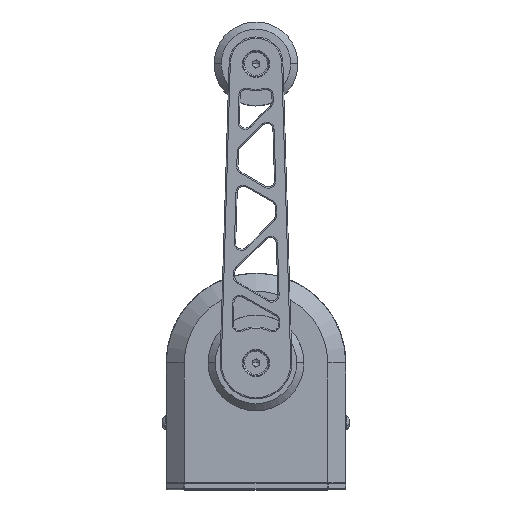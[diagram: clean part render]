
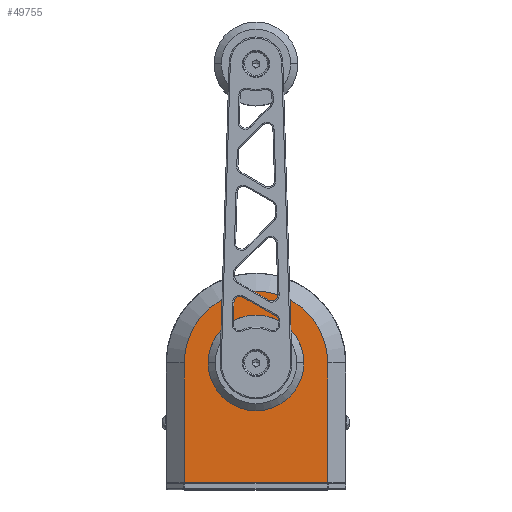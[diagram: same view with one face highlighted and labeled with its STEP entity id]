
A CAD part, top view. The second image highlights one B-rep face of the part: STEP entity #49755.
In plain terms, the highlighted planar face has unit normal (0, 0, 1).
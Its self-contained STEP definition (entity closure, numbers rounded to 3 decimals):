
#1306 = LINE ( 'NONE', #35714, #62909 ) ;
#1352 = CARTESIAN_POINT ( 'NONE',  ( 18.607, 55.829, 138.369 ) ) ;
#2792 = ORIENTED_EDGE ( 'NONE', *, *, #13852, .T. ) ;
#2881 = ORIENTED_EDGE ( 'NONE', *, *, #33666, .F. ) ;
#3338 = CARTESIAN_POINT ( 'NONE',  ( -21.393, 55.829, 138.369 ) ) ;
#4708 = ORIENTED_EDGE ( 'NONE', *, *, #56414, .F. ) ;
#5452 = CARTESIAN_POINT ( 'NONE',  ( -31.393, 5.829, 138.369 ) ) ;
#6398 = CIRCLE ( 'NONE', #15799, 30. ) ;
#6881 = ORIENTED_EDGE ( 'NONE', *, *, #47807, .T. ) ;
#9629 = VERTEX_POINT ( 'NONE', #1352 ) ;
#10310 = CARTESIAN_POINT ( 'NONE',  ( -1.393, 55.829, 138.369 ) ) ;
#12577 = DIRECTION ( 'NONE',  ( 1., 0., 0. ) ) ;
#13852 = EDGE_CURVE ( 'NONE', #61026, #62856, #1306, .T. ) ;
#15799 = AXIS2_PLACEMENT_3D ( 'NONE', #29117, #34254, #39725 ) ;
#16031 = LINE ( 'NONE', #31458, #25808 ) ;
#16134 = DIRECTION ( 'NONE',  ( 0., 0., 1. ) ) ;
#21527 = DIRECTION ( 'NONE',  ( 0., 0., 1. ) ) ;
#22848 = VECTOR ( 'NONE', #34118, 1000. ) ;
#25610 = CARTESIAN_POINT ( 'NONE',  ( -31.393, 55.829, 138.369 ) ) ;
#25709 = CARTESIAN_POINT ( 'NONE',  ( -1.393, 55.829, 138.369 ) ) ;
#25808 = VECTOR ( 'NONE', #30512, 1000. ) ;
#26589 = ORIENTED_EDGE ( 'NONE', *, *, #61731, .T. ) ;
#26727 = CARTESIAN_POINT ( 'NONE',  ( -1.393, 55.829, 138.369 ) ) ;
#27712 = AXIS2_PLACEMENT_3D ( 'NONE', #26727, #16134, #12577 ) ;
#29117 = CARTESIAN_POINT ( 'NONE',  ( -1.393, 55.829, 138.369 ) ) ;
#30212 = EDGE_LOOP ( 'NONE', ( #4708, #2881 ) ) ;
#30342 = AXIS2_PLACEMENT_3D ( 'NONE', #25709, #21527, #45044 ) ;
#30512 = DIRECTION ( 'NONE',  ( 0., 1., 0. ) ) ;
#30891 = DIRECTION ( 'NONE',  ( 0., 0., 1. ) ) ;
#31458 = CARTESIAN_POINT ( 'NONE',  ( 28.607, 5.829, 138.369 ) ) ;
#33430 = ORIENTED_EDGE ( 'NONE', *, *, #57774, .T. ) ;
#33666 = EDGE_CURVE ( 'NONE', #47612, #9629, #34901, .T. ) ;
#34118 = DIRECTION ( 'NONE',  ( 1., 0., 0. ) ) ;
#34254 = DIRECTION ( 'NONE',  ( 0., 0., 1. ) ) ;
#34831 = CARTESIAN_POINT ( 'NONE',  ( 28.607, 5.829, 138.369 ) ) ;
#34901 = CIRCLE ( 'NONE', #37992, 20. ) ;
#35378 = PLANE ( 'NONE',  #30342 ) ;
#35714 = CARTESIAN_POINT ( 'NONE',  ( -31.393, 55.829, 138.369 ) ) ;
#36319 = FACE_OUTER_BOUND ( 'NONE', #46948, .T. ) ;
#37992 = AXIS2_PLACEMENT_3D ( 'NONE', #10310, #30891, #45708 ) ;
#39725 = DIRECTION ( 'NONE',  ( 1., 0., 0. ) ) ;
#41155 = FACE_BOUND ( 'NONE', #30212, .T. ) ;
#43626 = CARTESIAN_POINT ( 'NONE',  ( 28.607, 55.829, 138.369 ) ) ;
#45044 = DIRECTION ( 'NONE',  ( 1., 0., 0. ) ) ;
#45416 = VERTEX_POINT ( 'NONE', #43626 ) ;
#45708 = DIRECTION ( 'NONE',  ( 1., 0., 0. ) ) ;
#46948 = EDGE_LOOP ( 'NONE', ( #26589, #2792, #6881, #33430 ) ) ;
#47612 = VERTEX_POINT ( 'NONE', #3338 ) ;
#47692 = VERTEX_POINT ( 'NONE', #34831 ) ;
#47807 = EDGE_CURVE ( 'NONE', #62856, #47692, #58531, .T. ) ;
#48244 = CIRCLE ( 'NONE', #27712, 20. ) ;
#49755 = ADVANCED_FACE ( 'NONE', ( #41155, #36319 ), #35378, .T. ) ;
#55309 = DIRECTION ( 'NONE',  ( 0., -1., 0. ) ) ;
#56414 = EDGE_CURVE ( 'NONE', #9629, #47612, #48244, .T. ) ;
#57774 = EDGE_CURVE ( 'NONE', #47692, #45416, #16031, .T. ) ;
#58531 = LINE ( 'NONE', #5452, #22848 ) ;
#61026 = VERTEX_POINT ( 'NONE', #25610 ) ;
#61731 = EDGE_CURVE ( 'NONE', #45416, #61026, #6398, .T. ) ;
#62710 = CARTESIAN_POINT ( 'NONE',  ( -31.393, 5.829, 138.369 ) ) ;
#62856 = VERTEX_POINT ( 'NONE', #62710 ) ;
#62909 = VECTOR ( 'NONE', #55309, 1000. ) ;
